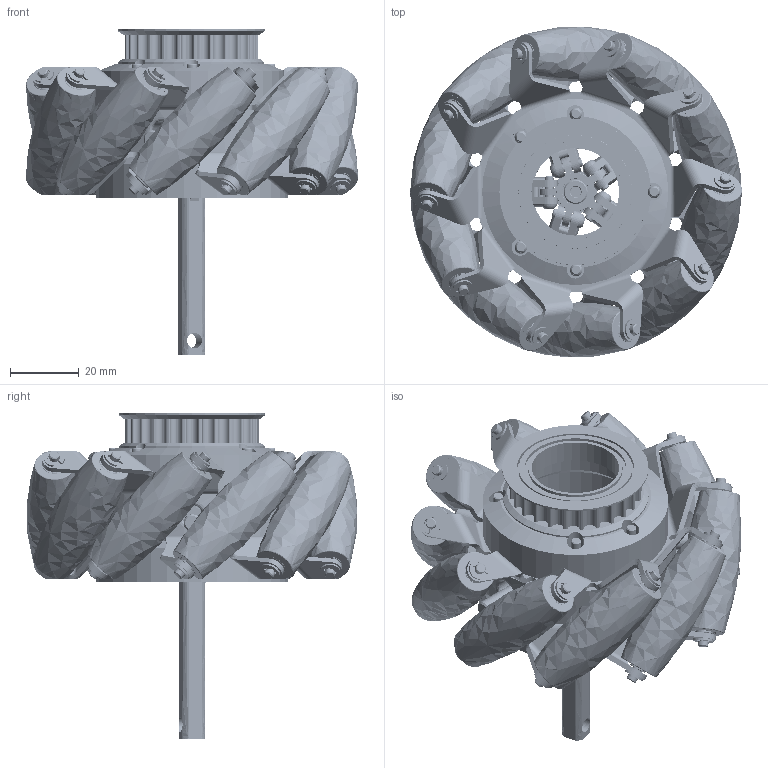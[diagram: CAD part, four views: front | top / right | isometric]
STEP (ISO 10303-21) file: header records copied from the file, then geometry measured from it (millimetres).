
FILE_DESCRIPTION(/* description */ ('STEP AP242','CAx-IF Rec.Pracs.---Representation and Presentation of Product Manufacturing Information (PMI)---4.0---2014-10-13','CAx-IF Rec.Pracs.---3D Tessellated Geometry---0.4---2014-09-14','2;1'),/* implementation_level */ '2;1');
FILE_NAME(/* name */ '667dc688dd4a635db312da4e',/* time_stamp */ '2024-06-27T20:07:37Z',/* author */ (''),/* organization */ (''),/* preprocessor_version */ 'ST-DEVELOPER v20',/* originating_system */ ' ',/* authorisation */ ' ');
FILE_SCHEMA (('AP242_MANAGED_MODEL_BASED_3D_ENGINEERING_MIM_LF { 1 0 10303 442 1 1 4 }'));
Length unit declared in the file: metre
Products named in the file (44): Left Single Wheel; Hex socket head cap screw M3x0.50 x 35 x 18; 1" ID x 1.245" OD Flanged Ball Bearing 535051 <1>; Inner Race; Outer Race; Part 1; 94459A422_NO THREADS_Heat-Set Inserts for Plastic; Part 2; 1" ID x 1.245" OD Flanged Ball Bearing 535051 <2>; HTD-5mm-25T-Pulley; Locker <1>; Hex socket head cap screw M5x0.80 x 25; Socket button head screw M2.5x0.45 x 8; 2800 Series Zinc-Plated Steel Socket Head Screw (M4 x 0.7mm, 20mm Len
gth) 2800-0004-0020; 2801 Series Zinc Plated Steel Washer (4mm ID x 8mm OD) 2801-0004-0008; 1/8" ID x 3/8" OD Flanged Ball Bearing 535206 <1>; 1/8" ID x 3/8" OD Flanged Ball Bearing 535206 <2>; Left Wheel Frame <2>; Roller Asm <5>; Roller E Clip; Roller Bearing; Roller Shim; Roller Axle; Roller Core; Roller Cover; Roller Asm <1>; Roller Asm <7>; Left Slant Plate Fixed; Roller Asm <9>; Roller Asm <8>; Roller Asm <4>; Roller Asm <6>; Roller Asm <2>; Roller Asm <10>; Roller Asm <3>
Assembly tree (161 placements, depth 4):
  Left Single Wheel
    Hex socket head cap screw M3x0.50 x 35 x 18  x5
    1" ID x 1.245" OD Flanged Ball Bearing 535051 <1>
      Inner Race
      Outer Race
    Part 1
    Part 1
    94459A422_NO THREADS_Heat-Set Inserts for Plastic  x5
    Part 2
    1" ID x 1.245" OD Flanged Ball Bearing 535051 <2>
      Inner Race
      Outer Race
    HTD-5mm-25T-Pulley
    Part 2
    Locker <1>
      Hex socket head cap screw M5x0.80 x 25  x5
      Part 1  x5
      Part 1  x5
      Socket button head screw M2.5x0.45 x 8  x10
      2800 Series Zinc-Plated Steel Socket Head Screw (M4 x 0.7mm, 20mm Len
gth) 2800-0004-0020
      Part 1
      2801 Series Zinc Plated Steel Washer (4mm ID x 8mm OD) 2801-0004-0008
      Part 1
      Part 1
      1/8" ID x 3/8" OD Flanged Ball Bearing 535206 <1>
        Inner Race
        Outer Race
      1/8" ID x 3/8" OD Flanged Ball Bearing 535206 <2>
        Outer Race
        Inner Race
    Left Wheel Frame <2>
      Roller Asm <5>
        Roller E Clip  x2
        Roller Bearing  x2
        Roller Shim  x2
        Roller Axle
        Roller Core
        Roller Cover
      Roller Asm <1>
        Roller E Clip  x2
        Roller Bearing  x2
        Roller Axle
        Roller Cover
        Roller Core
        Roller Shim  x2
      Roller Asm <7>
        Roller Core
        Roller Axle
        Roller Cover
        Roller Shim  x2
        Roller Bearing  x2
        Roller E Clip  x2
      Left Slant Plate Fixed  x2
      Roller Asm <9>
        Roller E Clip  x2
        Roller Shim  x2
        Roller Cover
        Roller Bearing  x2
        Roller Core
        Roller Axle
Bounding box: 96.29 x 95.74 x 94.27 mm (x, y, z)
Volume: 143906.2 mm3; surface area: 136877.9 mm2
Topology: 145 solids, 145 shells, 5184 faces, 13185 edges, 8679 vertices
Faces by surface type: cylinder 1651, plane 1495, bspline 1166, cone 549, torus 253, sphere 70
Full cylindrical faces by diameter (mm): 2 x20, 2.5 x10, 2.8 x5, 3 x60, 3.05 x20, 3.15 x20, 3.175 x2, 4 x6, 4.05 x16, 4.1 x50, 4.228 x40, 4.3 x26, 4.4 x1, 4.7 x1, 4.8 x5, 4.95 x20, 5 x10, 5.234 x10, 5.309 x4, 5.433 x4, 5.5 x10, 5.51 x5, 5.7 x5, 6 x40, 6.4 x40, 7 x41, 7.2 x1, 7.25 x8, 7.747 x4, 8 x1
Entity records: 56939 total; most frequent: CARTESIAN_POINT 25192, ORIENTED_EDGE 6504, DIRECTION 5708, EDGE_CURVE 3252, AXIS2_PLACEMENT_3D 2388, VERTEX_POINT 2300, FACE_BOUND 1826, EDGE_LOOP 1823
